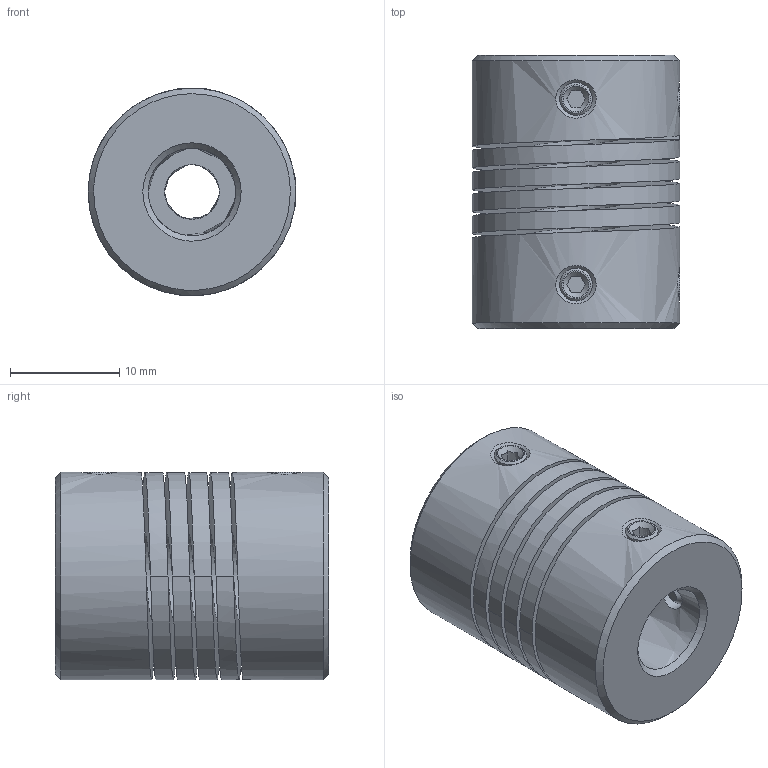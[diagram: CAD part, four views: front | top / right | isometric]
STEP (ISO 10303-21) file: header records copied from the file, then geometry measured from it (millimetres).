
FILE_DESCRIPTION ((), '1');
FILE_NAME ('Flexible_Coupler_5to8mm.stp', '2019-06-09T21:31:13', ('Unknown'), ('Unknown'), 'HarmonyWare STEP v2.1.0', 'HarmonyWare Translators', '');
FILE_SCHEMA (('CONFIG_CONTROL_DESIGN'));
Length unit declared in the file: millimetre
Assembly tree (5 placements, depth 2):
  (unnamed)
    (unnamed)
    (unnamed)
    (unnamed)
    (unnamed)
    (unnamed)
Bounding box: 19 x 25 x 19 mm (x, y, z)
Volume: 5500 mm3; surface area: 5110.6 mm2
Topology: 3 solids, 5 shells, 79 faces, 190 edges, 122 vertices
Faces by surface type: bspline 79
Entity records: 15267 total; most frequent: CARTESIAN_POINT 13300, ORIENTED_EDGE 368, EDGE_CURVE 190, B_SPLINE_CURVE_WITH_KNOTS 166, VERTEX_POINT 122, EDGE_LOOP 94, FACE_OUTER_BOUND 79, ADVANCED_FACE 79
